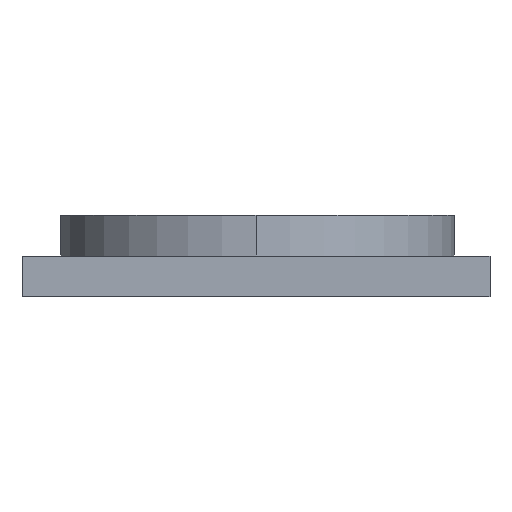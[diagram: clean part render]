
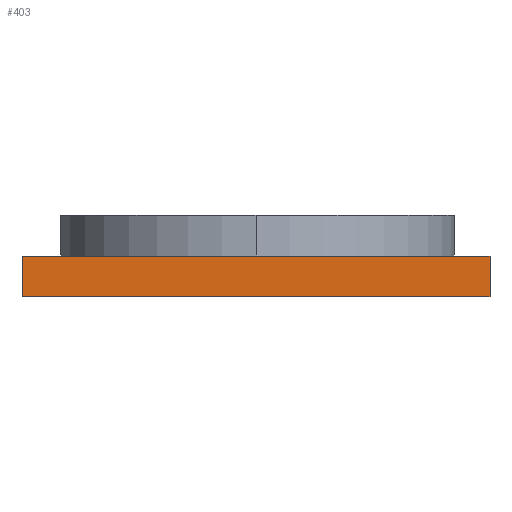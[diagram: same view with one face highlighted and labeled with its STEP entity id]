
A CAD part, left-side view. The second image highlights one B-rep face of the part: STEP entity #403.
In plain terms, the highlighted planar face has unit normal (-1, 0, 0).
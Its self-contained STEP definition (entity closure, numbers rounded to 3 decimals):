
#20 = DIRECTION ( 'NONE',  ( 1., 0., 0. ) ) ;
#92 = EDGE_LOOP ( 'NONE', ( #785, #371, #97, #279 ) ) ;
#97 = ORIENTED_EDGE ( 'NONE', *, *, #170, .F. ) ;
#129 = LINE ( 'NONE', #388, #711 ) ;
#156 = VERTEX_POINT ( 'NONE', #875 ) ;
#170 = EDGE_CURVE ( 'NONE', #749, #499, #129, .T. ) ;
#245 = EDGE_CURVE ( 'NONE', #749, #287, #748, .T. ) ;
#279 = ORIENTED_EDGE ( 'NONE', *, *, #245, .T. ) ;
#287 = VERTEX_POINT ( 'NONE', #437 ) ;
#331 = DIRECTION ( 'NONE',  ( 0., 1., 0. ) ) ;
#371 = ORIENTED_EDGE ( 'NONE', *, *, #523, .F. ) ;
#388 = CARTESIAN_POINT ( 'NONE',  ( 4., 50., 2. ) ) ;
#395 = FACE_OUTER_BOUND ( 'NONE', #92, .T. ) ;
#403 = ADVANCED_FACE ( 'NONE', ( #395 ), #743, .F. ) ;
#411 = CARTESIAN_POINT ( 'NONE',  ( 4., 27., 2. ) ) ;
#437 = CARTESIAN_POINT ( 'NONE',  ( 4., 50., 0. ) ) ;
#482 = DIRECTION ( 'NONE',  ( 0., -1., 0. ) ) ;
#483 = EDGE_CURVE ( 'NONE', #287, #156, #835, .T. ) ;
#499 = VERTEX_POINT ( 'NONE', #411 ) ;
#523 = EDGE_CURVE ( 'NONE', #499, #156, #620, .T. ) ;
#538 = AXIS2_PLACEMENT_3D ( 'NONE', #668, #20, #331 ) ;
#592 = CARTESIAN_POINT ( 'NONE',  ( 4., 50., 2. ) ) ;
#620 = LINE ( 'NONE', #758, #739 ) ;
#641 = CARTESIAN_POINT ( 'NONE',  ( 4., 50., 2. ) ) ;
#662 = DIRECTION ( 'NONE',  ( 0., -1., 0. ) ) ;
#668 = CARTESIAN_POINT ( 'NONE',  ( 4., 50., 2. ) ) ;
#696 = DIRECTION ( 'NONE',  ( 0., 0., -1. ) ) ;
#711 = VECTOR ( 'NONE', #662, 1000. ) ;
#736 = VECTOR ( 'NONE', #482, 1000. ) ;
#739 = VECTOR ( 'NONE', #696, 1000. ) ;
#743 = PLANE ( 'NONE',  #538 ) ;
#748 = LINE ( 'NONE', #641, #853 ) ;
#749 = VERTEX_POINT ( 'NONE', #592 ) ;
#758 = CARTESIAN_POINT ( 'NONE',  ( 4., 27., 2. ) ) ;
#778 = DIRECTION ( 'NONE',  ( 0., 0., -1. ) ) ;
#785 = ORIENTED_EDGE ( 'NONE', *, *, #483, .T. ) ;
#835 = LINE ( 'NONE', #841, #736 ) ;
#841 = CARTESIAN_POINT ( 'NONE',  ( 4., 50., 0. ) ) ;
#853 = VECTOR ( 'NONE', #778, 1000. ) ;
#875 = CARTESIAN_POINT ( 'NONE',  ( 4., 27., 0. ) ) ;
